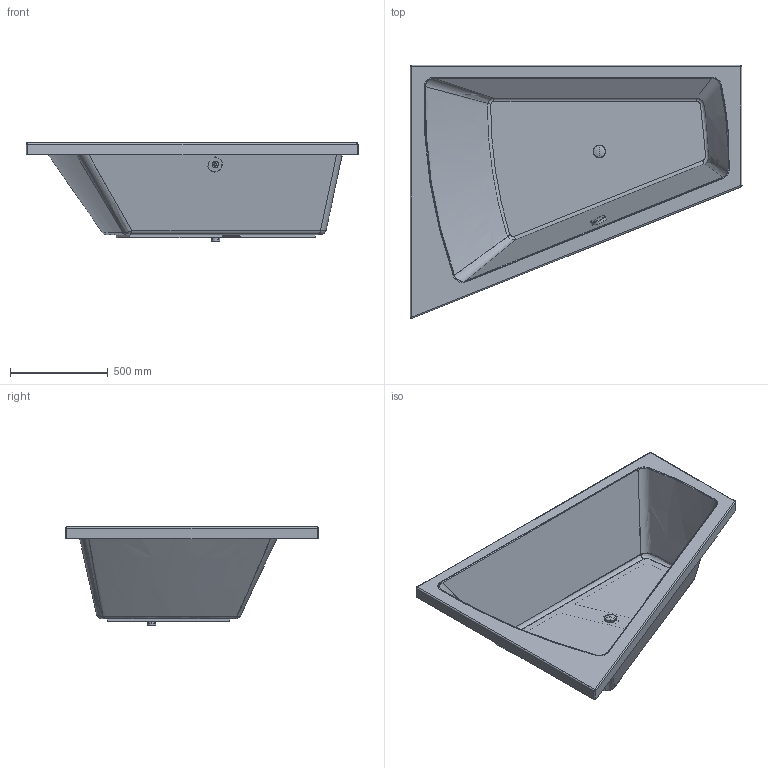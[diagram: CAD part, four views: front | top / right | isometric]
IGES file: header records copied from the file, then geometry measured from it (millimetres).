
Global section: file name: No Iges File Name specified; native system: Autodesk Inventor 2009; preprocessor: AutoDesk Inventor Iges Exporter R2009; author: Andreas; date: 20100722.223700; units: millimetre
Bounding box: 1700 x 1296.66 x 503 mm (x, y, z)
Volume: 23908384.7 mm3; surface area: 6610441 mm2
Topology: 4 solids, 4 shells, 146 faces, 364 edges, 220 vertices
Faces by surface type: plane 48, cylinder 30, bspline 30, revolution 22, torus 10, sphere 4, cone 2
